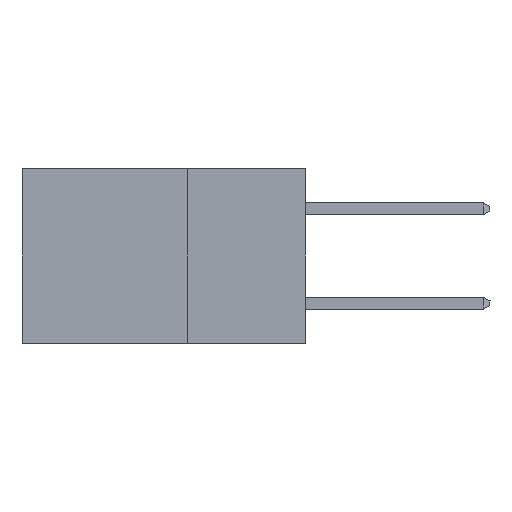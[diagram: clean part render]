
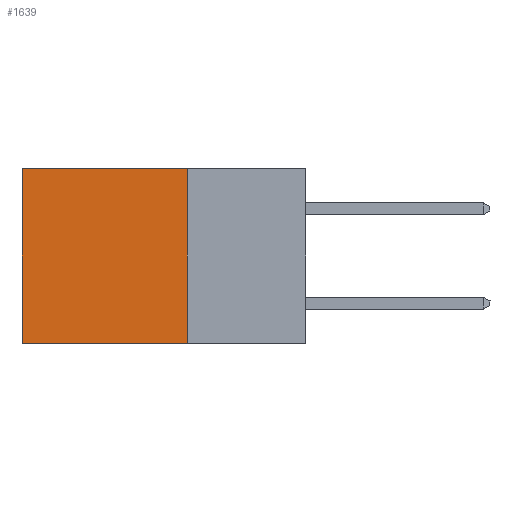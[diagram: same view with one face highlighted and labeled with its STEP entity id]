
A CAD part, left-side view. The second image highlights one B-rep face of the part: STEP entity #1639.
In plain terms, the highlighted planar face has unit normal (-1, 0, 0).
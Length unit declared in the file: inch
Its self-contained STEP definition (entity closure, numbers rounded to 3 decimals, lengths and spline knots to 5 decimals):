
#1304 = LINE ( 'NONE', #7085, #9228 ) ;
#1456 = AXIS2_PLACEMENT_3D ( 'NONE', #18298, #14427, #8760 ) ;
#1639 = ADVANCED_FACE ( 'NONE', ( #18895 ), #6875, .F. ) ;
#2792 = VECTOR ( 'NONE', #12800, 39.37008 ) ;
#3149 = CARTESIAN_POINT ( 'NONE',  ( 0.298, 0.6, -0.37 ) ) ;
#3851 = EDGE_CURVE ( 'NONE', #24918, #23839, #19074, .T. ) ;
#3904 = EDGE_CURVE ( 'NONE', #15273, #24918, #1304, .T. ) ;
#4391 = ORIENTED_EDGE ( 'NONE', *, *, #24017, .F. ) ;
#4606 = VECTOR ( 'NONE', #20781, 39.37008 ) ;
#6776 = ORIENTED_EDGE ( 'NONE', *, *, #3851, .T. ) ;
#6875 = PLANE ( 'NONE',  #1456 ) ;
#7085 = CARTESIAN_POINT ( 'NONE',  ( 0.298, 0.25, 0. ) ) ;
#7174 = CARTESIAN_POINT ( 'NONE',  ( 0.298, 0.25, 0. ) ) ;
#8401 = CARTESIAN_POINT ( 'NONE',  ( 0.298, 0.25, -0.37 ) ) ;
#8760 = DIRECTION ( 'NONE',  ( 0., 0., -1. ) ) ;
#9228 = VECTOR ( 'NONE', #16966, 39.37008 ) ;
#9528 = ORIENTED_EDGE ( 'NONE', *, *, #3904, .T. ) ;
#10339 = ORIENTED_EDGE ( 'NONE', *, *, #11737, .F. ) ;
#11737 = EDGE_CURVE ( 'NONE', #15273, #13464, #20020, .T. ) ;
#12648 = CARTESIAN_POINT ( 'NONE',  ( 0.298, 0.25, -0.37 ) ) ;
#12800 = DIRECTION ( 'NONE',  ( 0., 0., -1. ) ) ;
#13464 = VERTEX_POINT ( 'NONE', #8401 ) ;
#13735 = CARTESIAN_POINT ( 'NONE',  ( 0.298, 0.6, 0. ) ) ;
#14427 = DIRECTION ( 'NONE',  ( 1., 0., 0. ) ) ;
#15273 = VERTEX_POINT ( 'NONE', #7174 ) ;
#16853 = LINE ( 'NONE', #12648, #4606 ) ;
#16966 = DIRECTION ( 'NONE',  ( 0., 1., 0. ) ) ;
#18152 = VECTOR ( 'NONE', #24796, 39.37008 ) ;
#18298 = CARTESIAN_POINT ( 'NONE',  ( 0.298, 0.25, 0. ) ) ;
#18895 = FACE_OUTER_BOUND ( 'NONE', #24027, .T. ) ;
#19074 = LINE ( 'NONE', #22740, #2792 ) ;
#20020 = LINE ( 'NONE', #20864, #18152 ) ;
#20781 = DIRECTION ( 'NONE',  ( 0., 1., 0. ) ) ;
#20864 = CARTESIAN_POINT ( 'NONE',  ( 0.298, 0.25, 0. ) ) ;
#22740 = CARTESIAN_POINT ( 'NONE',  ( 0.298, 0.6, 0. ) ) ;
#23839 = VERTEX_POINT ( 'NONE', #3149 ) ;
#24017 = EDGE_CURVE ( 'NONE', #13464, #23839, #16853, .T. ) ;
#24027 = EDGE_LOOP ( 'NONE', ( #6776, #4391, #10339, #9528 ) ) ;
#24796 = DIRECTION ( 'NONE',  ( 0., 0., -1. ) ) ;
#24918 = VERTEX_POINT ( 'NONE', #13735 ) ;
